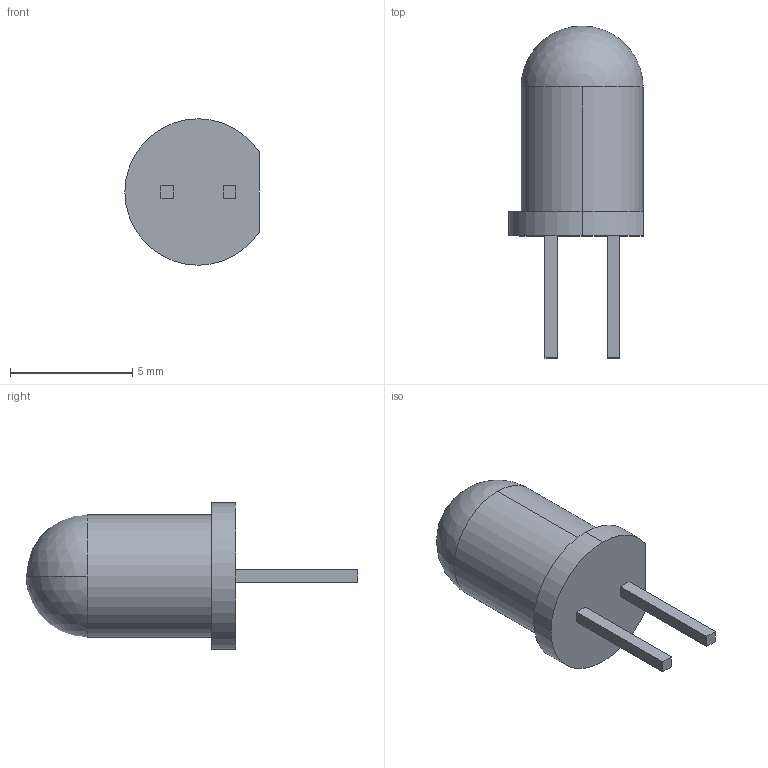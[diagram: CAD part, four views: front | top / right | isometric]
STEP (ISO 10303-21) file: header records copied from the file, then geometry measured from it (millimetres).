
FILE_DESCRIPTION (( 'STEP AP214' ), '1' );
FILE_NAME ('LED 5mm_.STEP', '2023-01-12T07:16:50', ( '' ), ( '' ), 'SwSTEP 2.0', 'SolidWorks 2019', '' );
FILE_SCHEMA (( 'AUTOMOTIVE_DESIGN' ));
Length unit declared in the file: millimetre
Products named in the file (3): LED 5mm_; 櫻蠉錪1^LED 5mm; LED 5mm_no pin_00
Assembly tree (2 placements, depth 2):
  LED 5mm_
    LED 5mm_no pin_00
    櫻蠉錪1^LED 5mm
Bounding box: 5.5 x 13.6 x 6 mm (x, y, z)
Volume: 162.5 mm3; surface area: 193.7 mm2
Topology: 3 solids, 3 shells, 22 faces, 50 edges, 32 vertices
Faces by surface type: plane 15, cylinder 5, sphere 2
Entity records: 726 total; most frequent: DIRECTION 117, CARTESIAN_POINT 107, ORIENTED_EDGE 96, EDGE_CURVE 48, AXIS2_PLACEMENT_3D 42, VECTOR 33, LINE 33, VERTEX_POINT 32
